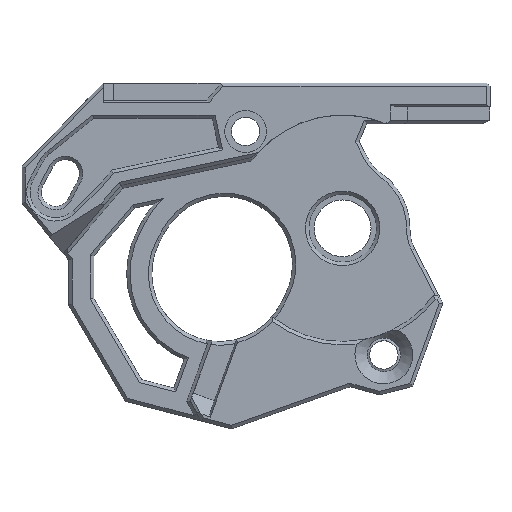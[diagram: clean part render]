
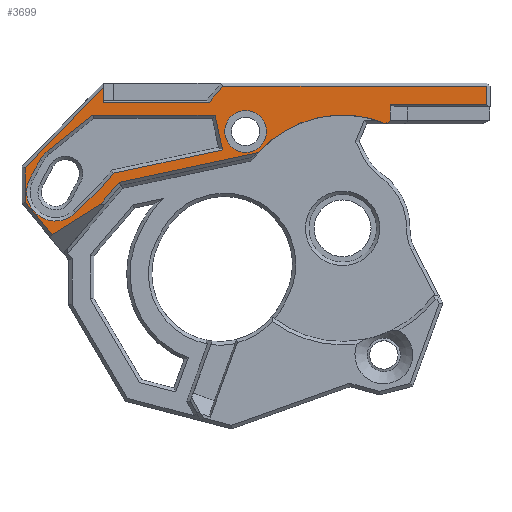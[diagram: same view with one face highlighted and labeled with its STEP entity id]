
A CAD part, top view. The second image highlights one B-rep face of the part: STEP entity #3699.
In plain terms, the highlighted planar face has unit normal (0, 0, 1).
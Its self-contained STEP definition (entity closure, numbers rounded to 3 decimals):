
#39=PLANE('',#3983);
#330=LINE('',#5643,#761);
#338=LINE('',#5670,#769);
#339=LINE('',#5679,#770);
#340=LINE('',#5681,#771);
#341=LINE('',#5683,#772);
#342=LINE('',#5685,#773);
#343=LINE('',#5687,#774);
#344=LINE('',#5690,#775);
#345=LINE('',#5693,#776);
#346=LINE('',#5695,#777);
#347=LINE('',#5697,#778);
#348=LINE('',#5699,#779);
#349=LINE('',#5701,#780);
#350=LINE('',#5703,#781);
#351=LINE('',#5705,#782);
#352=LINE('',#5707,#783);
#353=LINE('',#5709,#784);
#354=LINE('',#5711,#785);
#355=LINE('',#5713,#786);
#356=LINE('',#5714,#787);
#761=VECTOR('',#4479,1000.);
#769=VECTOR('',#4505,1000.);
#770=VECTOR('',#4512,1000.);
#771=VECTOR('',#4513,1000.);
#772=VECTOR('',#4514,1000.);
#773=VECTOR('',#4515,1000.);
#774=VECTOR('',#4516,1000.);
#775=VECTOR('',#4519,1000.);
#776=VECTOR('',#4520,1000.);
#777=VECTOR('',#4521,1000.);
#778=VECTOR('',#4522,1000.);
#779=VECTOR('',#4523,1000.);
#780=VECTOR('',#4524,1000.);
#781=VECTOR('',#4525,1000.);
#782=VECTOR('',#4526,1000.);
#783=VECTOR('',#4527,1000.);
#784=VECTOR('',#4528,1000.);
#785=VECTOR('',#4529,1000.);
#786=VECTOR('',#4530,1000.);
#787=VECTOR('',#4531,1000.);
#1295=ORIENTED_EDGE('',*,*,#2346,.F.);
#1296=ORIENTED_EDGE('',*,*,#2347,.F.);
#1297=ORIENTED_EDGE('',*,*,#2348,.F.);
#1298=ORIENTED_EDGE('',*,*,#2349,.F.);
#1299=ORIENTED_EDGE('',*,*,#2350,.F.);
#1300=ORIENTED_EDGE('',*,*,#2351,.F.);
#1301=ORIENTED_EDGE('',*,*,#2352,.F.);
#1302=ORIENTED_EDGE('',*,*,#2353,.F.);
#1303=ORIENTED_EDGE('',*,*,#2354,.F.);
#1304=ORIENTED_EDGE('',*,*,#2355,.T.);
#1305=ORIENTED_EDGE('',*,*,#2356,.T.);
#1306=ORIENTED_EDGE('',*,*,#2357,.T.);
#1307=ORIENTED_EDGE('',*,*,#2358,.F.);
#1308=ORIENTED_EDGE('',*,*,#2359,.F.);
#1309=ORIENTED_EDGE('',*,*,#2360,.F.);
#1310=ORIENTED_EDGE('',*,*,#2361,.F.);
#1311=ORIENTED_EDGE('',*,*,#2362,.F.);
#1312=ORIENTED_EDGE('',*,*,#2363,.F.);
#1313=ORIENTED_EDGE('',*,*,#2364,.F.);
#1314=ORIENTED_EDGE('',*,*,#2365,.F.);
#1315=ORIENTED_EDGE('',*,*,#2366,.F.);
#1316=ORIENTED_EDGE('',*,*,#2367,.F.);
#1317=ORIENTED_EDGE('',*,*,#2345,.F.);
#1318=ORIENTED_EDGE('',*,*,#2332,.F.);
#1319=ORIENTED_EDGE('',*,*,#2368,.F.);
#2332=EDGE_CURVE('',#2855,#2856,#330,.T.);
#2345=EDGE_CURVE('',#2856,#2863,#3097,.F.);
#2346=EDGE_CURVE('',#2866,#2867,#338,.T.);
#2347=EDGE_CURVE('',#2868,#2866,#3098,.T.);
#2348=EDGE_CURVE('',#2869,#2868,#3099,.T.);
#2349=EDGE_CURVE('',#2870,#2869,#3100,.T.);
#2350=EDGE_CURVE('',#2871,#2870,#339,.T.);
#2351=EDGE_CURVE('',#2872,#2871,#340,.T.);
#2352=EDGE_CURVE('',#2873,#2872,#341,.T.);
#2353=EDGE_CURVE('',#2874,#2873,#342,.T.);
#2354=EDGE_CURVE('',#2867,#2874,#343,.T.);
#2355=EDGE_CURVE('',#2875,#2875,#3101,.T.);
#2356=EDGE_CURVE('',#2876,#2877,#344,.T.);
#2357=EDGE_CURVE('',#2877,#2878,#345,.T.);
#2358=EDGE_CURVE('',#2879,#2878,#346,.T.);
#2359=EDGE_CURVE('',#2880,#2879,#347,.T.);
#2360=EDGE_CURVE('',#2881,#2880,#348,.T.);
#2361=EDGE_CURVE('',#2882,#2881,#349,.T.);
#2362=EDGE_CURVE('',#2883,#2882,#350,.T.);
#2363=EDGE_CURVE('',#2884,#2883,#351,.T.);
#2364=EDGE_CURVE('',#2885,#2884,#352,.T.);
#2365=EDGE_CURVE('',#2886,#2885,#353,.T.);
#2366=EDGE_CURVE('',#2887,#2886,#354,.T.);
#2367=EDGE_CURVE('',#2863,#2887,#355,.T.);
#2368=EDGE_CURVE('',#2876,#2855,#356,.T.);
#2855=VERTEX_POINT('',#5642);
#2856=VERTEX_POINT('',#5644);
#2863=VERTEX_POINT('',#5661);
#2866=VERTEX_POINT('',#5671);
#2867=VERTEX_POINT('',#5672);
#2868=VERTEX_POINT('',#5674);
#2869=VERTEX_POINT('',#5676);
#2870=VERTEX_POINT('',#5678);
#2871=VERTEX_POINT('',#5680);
#2872=VERTEX_POINT('',#5682);
#2873=VERTEX_POINT('',#5684);
#2874=VERTEX_POINT('',#5686);
#2875=VERTEX_POINT('',#5689);
#2876=VERTEX_POINT('',#5691);
#2877=VERTEX_POINT('',#5692);
#2878=VERTEX_POINT('',#5694);
#2879=VERTEX_POINT('',#5696);
#2880=VERTEX_POINT('',#5698);
#2881=VERTEX_POINT('',#5700);
#2882=VERTEX_POINT('',#5702);
#2883=VERTEX_POINT('',#5704);
#2884=VERTEX_POINT('',#5706);
#2885=VERTEX_POINT('',#5708);
#2886=VERTEX_POINT('',#5710);
#2887=VERTEX_POINT('',#5712);
#3097=CIRCLE('',#3982,13.55);
#3098=CIRCLE('',#3984,3.45);
#3099=CIRCLE('',#3985,47.29);
#3100=CIRCLE('',#3986,3.45);
#3101=CIRCLE('',#3987,2.5);
#3193=EDGE_LOOP('',(#1295,#1296,#1297,#1298,#1299,#1300,#1301,#1302,#1303));
#3194=EDGE_LOOP('',(#1304));
#3195=EDGE_LOOP('',(#1305,#1306,#1307,#1308,#1309,#1310,#1311,#1312,#1313,
#1314,#1315,#1316,#1317,#1318,#1319));
#3438=FACE_BOUND('',#3193,.T.);
#3439=FACE_BOUND('',#3194,.T.);
#3440=FACE_BOUND('',#3195,.T.);
#3699=ADVANCED_FACE('',(#3438,#3439,#3440),#39,.F.);
#3982=AXIS2_PLACEMENT_3D('',#5668,#4501,#4502);
#3983=AXIS2_PLACEMENT_3D('',#5669,#4503,#4504);
#3984=AXIS2_PLACEMENT_3D('',#5673,#4506,#4507);
#3985=AXIS2_PLACEMENT_3D('',#5675,#4508,#4509);
#3986=AXIS2_PLACEMENT_3D('',#5677,#4510,#4511);
#3987=AXIS2_PLACEMENT_3D('',#5688,#4517,#4518);
#4479=DIRECTION('',(-0.816,-0.577,0.));
#4501=DIRECTION('',(0.,0.,-1.));
#4502=DIRECTION('',(-1.,0.,0.));
#4503=DIRECTION('',(0.,0.,-1.));
#4504=DIRECTION('',(0.,-1.,0.));
#4505=DIRECTION('',(0.714,0.7,0.));
#4506=DIRECTION('',(0.,0.,1.));
#4507=DIRECTION('',(-0.896,0.444,0.));
#4508=DIRECTION('',(0.,0.,1.));
#4509=DIRECTION('',(-0.869,0.494,0.));
#4510=DIRECTION('',(0.,0.,1.));
#4511=DIRECTION('',(-0.869,0.494,0.));
#4512=DIRECTION('',(-0.782,-0.623,0.));
#4513=DIRECTION('',(-1.,0.,0.));
#4514=DIRECTION('',(-0.209,0.978,0.));
#4515=DIRECTION('',(0.978,0.209,0.));
#4516=DIRECTION('',(0.646,0.763,0.));
#4517=DIRECTION('',(0.,0.,-1.));
#4518=DIRECTION('',(1.,0.,0.));
#4519=DIRECTION('',(1.,0.,0.));
#4520=DIRECTION('',(0.,1.,0.));
#4521=DIRECTION('',(1.,0.,0.));
#4522=DIRECTION('',(0.649,0.76,0.));
#4523=DIRECTION('',(1.,0.,0.));
#4524=DIRECTION('',(0.,-1.,0.));
#4525=DIRECTION('',(0.697,0.717,0.));
#4526=DIRECTION('',(0.,1.,0.));
#4527=DIRECTION('',(-0.636,0.772,0.));
#4528=DIRECTION('',(-0.846,-0.532,0.));
#4529=DIRECTION('',(-0.646,-0.763,0.));
#4530=DIRECTION('',(-0.978,-0.209,0.));
#4531=DIRECTION('',(0.,-1.,0.));
#5642=CARTESIAN_POINT('',(5.709,12.891,6.2));
#5643=CARTESIAN_POINT('',(-2.835,6.849,6.2));
#5644=CARTESIAN_POINT('',(5.168,12.508,6.2));
#5661=CARTESIAN_POINT('',(-10.09,9.057,6.2));
#5668=CARTESIAN_POINT('',(-0.02,-0.009,6.2));
#5669=CARTESIAN_POINT('',(-8.842,-3.82,6.2));
#5670=CARTESIAN_POINT('',(-25.941,7.723,6.2));
#5671=CARTESIAN_POINT('',(-31.942,1.845,6.2));
#5672=CARTESIAN_POINT('',(-28.884,4.841,6.2));
#5673=CARTESIAN_POINT('',(-34.356,4.31,6.2));
#5674=CARTESIAN_POINT('',(-37.447,5.842,6.2));
#5675=CARTESIAN_POINT('',(4.923,-15.16,6.2));
#5676=CARTESIAN_POINT('',(-36.182,8.223,6.2));
#5677=CARTESIAN_POINT('',(-33.183,6.517,6.2));
#5678=CARTESIAN_POINT('',(-35.332,9.215,6.2));
#5679=CARTESIAN_POINT('',(-30.405,13.14,6.2));
#5680=CARTESIAN_POINT('',(-29.916,13.53,6.2));
#5681=CARTESIAN_POINT('',(-19.309,13.53,6.2));
#5682=CARTESIAN_POINT('',(-15.266,13.53,6.2));
#5683=CARTESIAN_POINT('',(-13.319,4.419,6.2));
#5684=CARTESIAN_POINT('',(-14.376,9.368,6.2));
#5685=CARTESIAN_POINT('',(-20.964,7.961,6.2));
#5686=CARTESIAN_POINT('',(-27.406,6.585,6.2));
#5687=CARTESIAN_POINT('',(-28.117,5.746,6.2));
#5688=CARTESIAN_POINT('',(-11.607,11.582,6.2));
#5689=CARTESIAN_POINT('',(-9.107,11.582,6.2));
#5690=CARTESIAN_POINT('',(-1.712,14.786,6.2));
#5691=CARTESIAN_POINT('',(5.709,14.786,6.2));
#5692=CARTESIAN_POINT('',(17.23,14.786,6.2));
#5693=CARTESIAN_POINT('',(17.23,-3.82,6.2));
#5694=CARTESIAN_POINT('',(17.23,16.969,6.2));
#5695=CARTESIAN_POINT('',(1.549,16.969,6.2));
#5696=CARTESIAN_POINT('',(-14.349,16.969,6.2));
#5697=CARTESIAN_POINT('',(-20.358,9.934,6.2));
#5698=CARTESIAN_POINT('',(-15.967,15.074,6.2));
#5699=CARTESIAN_POINT('',(-13.973,15.074,6.2));
#5700=CARTESIAN_POINT('',(-28.653,15.074,6.2));
#5701=CARTESIAN_POINT('',(-28.653,17.369,6.2));
#5702=CARTESIAN_POINT('',(-28.653,16.795,6.2));
#5703=CARTESIAN_POINT('',(-28.852,16.589,6.2));
#5704=CARTESIAN_POINT('',(-37.965,7.207,6.2));
#5705=CARTESIAN_POINT('',(-37.965,0.801,6.2));
#5706=CARTESIAN_POINT('',(-37.965,3.135,6.2));
#5707=CARTESIAN_POINT('',(-28.194,-8.718,6.2));
#5708=CARTESIAN_POINT('',(-34.756,-0.759,6.2));
#5709=CARTESIAN_POINT('',(-17.748,9.94,6.2));
#5710=CARTESIAN_POINT('',(-28.973,2.879,6.2));
#5711=CARTESIAN_POINT('',(-28.471,3.471,6.2));
#5712=CARTESIAN_POINT('',(-26.755,5.497,6.2));
#5713=CARTESIAN_POINT('',(-19.075,7.137,6.2));
#5714=CARTESIAN_POINT('',(5.709,4.335,6.2));
